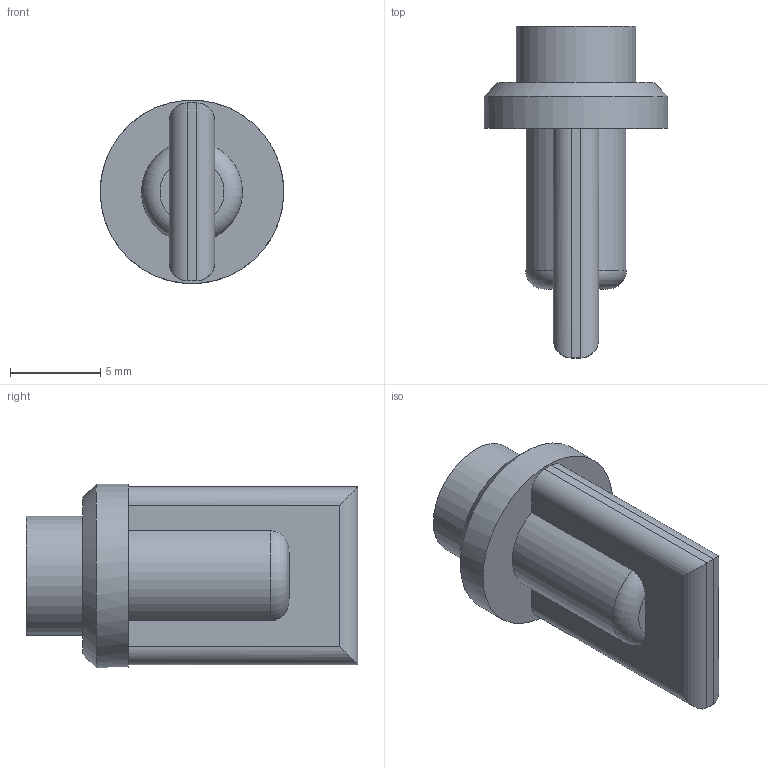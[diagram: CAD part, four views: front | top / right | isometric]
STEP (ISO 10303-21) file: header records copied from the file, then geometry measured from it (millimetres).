
FILE_DESCRIPTION(/* description */ ('STEP AP242','CAx-IF Rec.Pracs.---Representation and Presentation of Product Manufacturing Information (PMI)---4.0---2014-10-13','CAx-IF Rec.Pracs.---3D Tessellated Geometry---0.4---2014-09-14','2;1'),/* implementation_level */ '2;1');
FILE_NAME(/* name */ '669c3b612e06d8541d73b68e',/* time_stamp */ '2024-07-20T22:34:10Z',/* author */ (''),/* organization */ (''),/* preprocessor_version */ 'ST-DEVELOPER v20',/* originating_system */ ' ',/* authorisation */ ' ');
FILE_SCHEMA (('AP242_MANAGED_MODEL_BASED_3D_ENGINEERING_MIM_LF { 1 0 10303 442 1 1 4 }'));
Length unit declared in the file: metre
Products named in the file (2): Nut
Assembly tree (1 placements, depth 2):
  Nut
    Nut
Bounding box: 10.16 x 18.36 x 10.14 mm (x, y, z)
Volume: 498.2 mm3; surface area: 848.5 mm2
Topology: 1 solids, 1 shells, 73 faces, 197 edges, 131 vertices
Faces by surface type: plane 35, cylinder 31, bspline 3, torus 2, cone 2
Full cylindrical faces by diameter (mm): 4.826 x1, 5.207 x1, 6.604 x1, 10.16 x1
Entity records: 5465 total; most frequent: CARTESIAN_POINT 3783, ORIENTED_EDGE 380, DIRECTION 293, EDGE_CURVE 190, VERTEX_POINT 129, AXIS2_PLACEMENT_3D 109, EDGE_LOOP 83, FACE_BOUND 83
